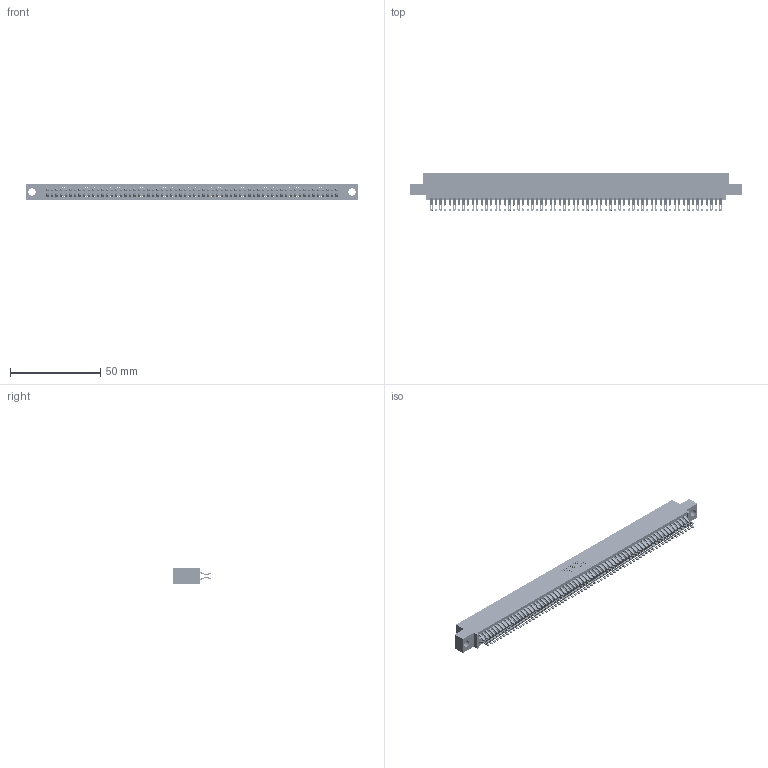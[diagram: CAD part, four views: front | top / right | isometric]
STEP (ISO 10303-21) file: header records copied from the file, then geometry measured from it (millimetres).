
FILE_DESCRIPTION (( 'STEP AP203' ), '1' );
FILE_NAME ('345-128-555-504.STEP', '2018-10-19T21:14:40', ( '' ), ( '' ), 'SwSTEP 2.0', 'SolidWorks 2016', '' );
FILE_SCHEMA (( 'CONFIG_CONTROL_DESIGN' ));
Length unit declared in the file: inch
Products named in the file (3): 345 Part_0.110 Offset - 0.156 Dia-TH; 345-128-555-504; 345-292-001_555 Tail
Assembly tree (129 placements, depth 2):
  345-128-555-504
    345 Part_0.110 Offset - 0.156 Dia-TH
    345-292-001_555 Tail  x128
Bounding box: 183.77 x 21.13 x 9.4 mm (x, y, z)
Volume: 18265.8 mm3; surface area: 28625.3 mm2
Topology: 129 solids, 129 shells, 7298 faces, 23009 edges, 15338 vertices
Faces by surface type: plane 4052, cylinder 3246
Entity records: 47715 total; most frequent: CARTESIAN_POINT 8014, ORIENTED_EDGE 7918, DIRECTION 7007, EDGE_CURVE 3959, LINE 3551, VECTOR 3551, VERTEX_POINT 2638, AXIS2_PLACEMENT_3D 1728
